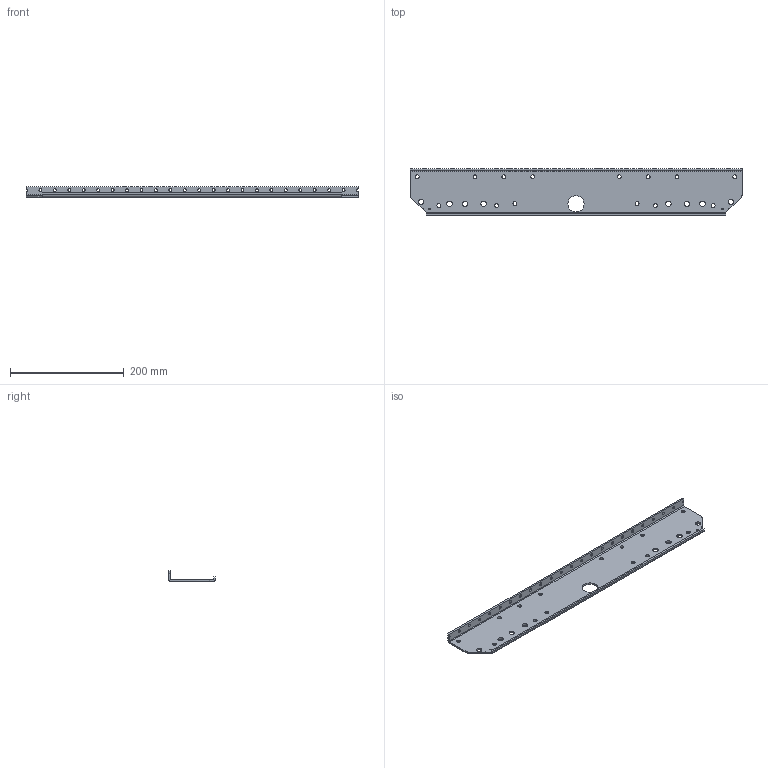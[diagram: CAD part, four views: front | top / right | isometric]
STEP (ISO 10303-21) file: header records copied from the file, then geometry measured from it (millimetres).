
FILE_DESCRIPTION(/* description */ (''),/* implementation_level */ '2;1');
FILE_NAME(/* name */ 'Outside Plate - Short.ipt.step',/* time_stamp */ '2014-01-07T11:01:25-08:00',/* author */ ('Philip'),/* organization */ (''),/* preprocessor_version */ 'ST-DEVELOPER v15.2',/* originating_system */ 'Autodesk Inventor 2014',/* authorisation */ '');
FILE_SCHEMA (('AUTOMOTIVE_DESIGN { 1 0 10303 214 3 1 1 }'));
Length unit declared in the file: inch
Products named in the file (1): Outside Plate - Short
Bounding box: 584.2 x 82.55 x 18.92 mm (x, y, z)
Volume: 168347.1 mm3; surface area: 117593.6 mm2
Topology: 1 solids, 1 shells, 75 faces, 215 edges, 142 vertices
Faces by surface type: cylinder 57, plane 18
Full cylindrical faces by diameter (mm): 2.54 x2, 5.08 x22, 6.706 x14, 9.627 x8, 28.575 x1
Entity records: 2485 total; most frequent: DIRECTION 434, CARTESIAN_POINT 386, ORIENTED_EDGE 336, EDGE_LOOP 216, AXIS2_PLACEMENT_3D 190, EDGE_CURVE 168, VERTEX_POINT 142, FACE_BOUND 141
